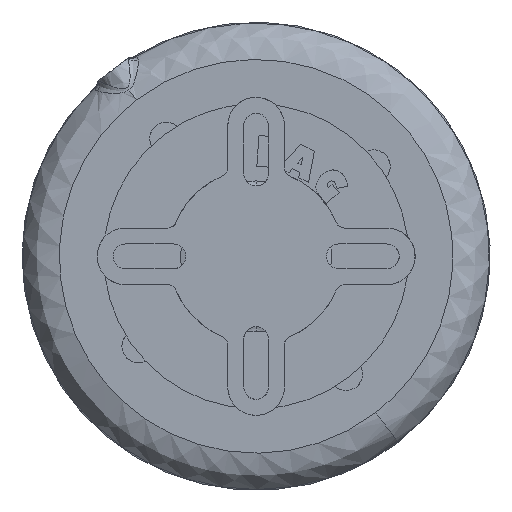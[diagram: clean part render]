
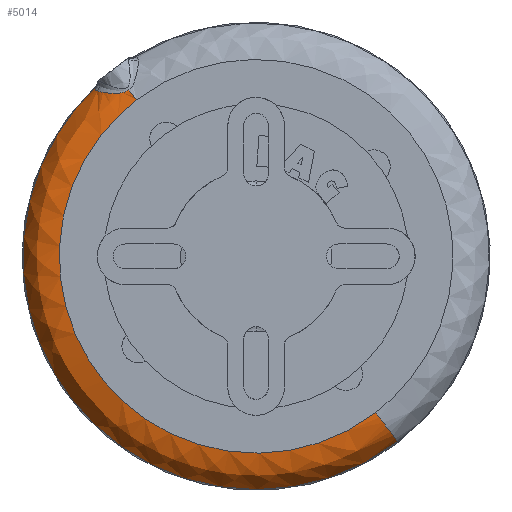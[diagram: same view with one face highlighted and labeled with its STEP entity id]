
A CAD part, front view. The second image highlights one B-rep face of the part: STEP entity #5014.
In plain terms, the highlighted free-form (B-spline) face has degree [2, 2] with [5, 3] control points.
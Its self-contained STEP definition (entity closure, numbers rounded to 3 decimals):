
#4560 = VERTEX_POINT('',#4561);
#4561 = CARTESIAN_POINT('',(-37.443,109.9,
    25.035));
#4567 = EDGE_CURVE('',#4568,#4560,#4570,.T.);
#4568 = VERTEX_POINT('',#4569);
#4569 = CARTESIAN_POINT('',(-37.778,110.946,
    25.433));
#4570 = B_SPLINE_CURVE_WITH_KNOTS('',3,(#4571,#4572,#4573,#4574),
  .UNSPECIFIED.,.F.,.F.,(4,4),(0.002,0.751),
  .PIECEWISE_BEZIER_KNOTS.);
#4571 = CARTESIAN_POINT('',(-37.778,110.946,
    25.433));
#4572 = CARTESIAN_POINT('',(-37.766,110.592,
    25.259));
#4573 = CARTESIAN_POINT('',(-37.659,110.231,
    25.117));
#4574 = CARTESIAN_POINT('',(-37.443,109.9,
    25.035));
#4944 = VERTEX_POINT('',#4945);
#4945 = CARTESIAN_POINT('',(-37.78,111.163,
    25.537));
#4994 = EDGE_CURVE('',#4944,#4568,#4995,.T.);
#4995 = B_SPLINE_CURVE_WITH_KNOTS('',3,(#4996,#4997,#4998,#4999),
  .UNSPECIFIED.,.F.,.F.,(4,4),(0.003,0.191),
  .PIECEWISE_BEZIER_KNOTS.);
#4996 = CARTESIAN_POINT('',(-37.78,111.163,
    25.537));
#4997 = CARTESIAN_POINT('',(-37.781,111.091,
    25.503));
#4998 = CARTESIAN_POINT('',(-37.78,111.018,
    25.468));
#4999 = CARTESIAN_POINT('',(-37.778,110.946,
    25.433));
#5014 = ADVANCED_FACE('',(#5015),#5073,.T.);
#5015 = FACE_BOUND('',#5016,.T.);
#5016 = EDGE_LOOP('',(#5017,#5027,#5037,#5045,#5063,#5064,#5065));
#5017 = ORIENTED_EDGE('',*,*,#5018,.F.);
#5018 = EDGE_CURVE('',#5019,#5021,#5023,.T.);
#5019 = VERTEX_POINT('',#5020);
#5020 = CARTESIAN_POINT('',(4.702,107.186,
    -23.672));
#5021 = VERTEX_POINT('',#5022);
#5022 = CARTESIAN_POINT('',(8.047,111.163,
    -28.047));
#5023 = ( BOUNDED_CURVE() B_SPLINE_CURVE(2,(#5024,#5025,#5026),
.UNSPECIFIED.,.F.,.F.) B_SPLINE_CURVE_WITH_KNOTS((3,3),(1.571,
2.822),.PIECEWISE_BEZIER_KNOTS.) CURVE() 
GEOMETRIC_REPRESENTATION_ITEM() RATIONAL_B_SPLINE_CURVE((1.,
0.811,1.)) REPRESENTATION_ITEM('') );
#5024 = CARTESIAN_POINT('',(4.702,107.186,
    -23.672));
#5025 = CARTESIAN_POINT('',(7.246,107.186,
    -27.001));
#5026 = CARTESIAN_POINT('',(8.047,111.163,
    -28.047));
#5027 = ORIENTED_EDGE('',*,*,#5028,.T.);
#5028 = EDGE_CURVE('',#5019,#5029,#5031,.T.);
#5029 = VERTEX_POINT('',#5030);
#5030 = CARTESIAN_POINT('',(-31.5,107.186,
    23.672));
#5031 = ( BOUNDED_CURVE() B_SPLINE_CURVE(2,(#5032,#5033,#5034,#5035,
#5036),.UNSPECIFIED.,.F.,.F.) B_SPLINE_CURVE_WITH_KNOTS((3,2,3),(
    3.142,4.712,6.283),
.PIECEWISE_BEZIER_KNOTS.) CURVE() GEOMETRIC_REPRESENTATION_ITEM() 
RATIONAL_B_SPLINE_CURVE((1.,0.707,1.,0.707,1.)) 
REPRESENTATION_ITEM('') );
#5032 = CARTESIAN_POINT('',(4.702,107.186,
    -23.672));
#5033 = CARTESIAN_POINT('',(-18.971,107.186,
    -41.773));
#5034 = CARTESIAN_POINT('',(-37.071,107.186,
    -18.101));
#5035 = CARTESIAN_POINT('',(-55.172,107.186,
    5.572));
#5036 = CARTESIAN_POINT('',(-31.5,107.186,
    23.672));
#5037 = ORIENTED_EDGE('',*,*,#5038,.T.);
#5038 = EDGE_CURVE('',#5029,#5039,#5041,.T.);
#5039 = VERTEX_POINT('',#5040);
#5040 = CARTESIAN_POINT('',(-32.658,107.508,
    25.187));
#5041 = ( BOUNDED_CURVE() B_SPLINE_CURVE(2,(#5042,#5043,#5044),
.UNSPECIFIED.,.F.,.F.) B_SPLINE_CURVE_WITH_KNOTS((3,3),(1.571,
1.906),.PIECEWISE_BEZIER_KNOTS.) CURVE() 
GEOMETRIC_REPRESENTATION_ITEM() RATIONAL_B_SPLINE_CURVE((1.,
0.986,1.)) REPRESENTATION_ITEM('') );
#5042 = CARTESIAN_POINT('',(-31.5,107.186,
    23.672));
#5043 = CARTESIAN_POINT('',(-32.095,107.186,
    24.451));
#5044 = CARTESIAN_POINT('',(-32.658,107.508,
    25.187));
#5045 = ORIENTED_EDGE('',*,*,#5046,.T.);
#5046 = EDGE_CURVE('',#5039,#4560,#5047,.T.);
#5047 = B_SPLINE_CURVE_WITH_KNOTS('',5,(#5048,#5049,#5050,#5051,#5052,
    #5053,#5054,#5055,#5056,#5057,#5058,#5059,#5060,#5061,#5062),
  .UNSPECIFIED.,.F.,.F.,(6,3,3,3,6),(0.,0.78,2.469,
    4.561,5.974),.UNSPECIFIED.);
#5048 = CARTESIAN_POINT('',(-32.658,107.508,
    25.187));
#5049 = CARTESIAN_POINT('',(-32.776,107.508,
    25.096));
#5050 = CARTESIAN_POINT('',(-32.905,107.514,
    25.018));
#5051 = CARTESIAN_POINT('',(-33.042,107.525,
    24.952));
#5052 = CARTESIAN_POINT('',(-33.483,107.576,
    24.78));
#5053 = CARTESIAN_POINT('',(-33.944,107.671,
    24.709));
#5054 = CARTESIAN_POINT('',(-34.259,107.754,
    24.685));
#5055 = CARTESIAN_POINT('',(-34.946,107.974,
    24.662));
#5056 = CARTESIAN_POINT('',(-35.594,108.275,
    24.698));
#5057 = CARTESIAN_POINT('',(-35.936,108.465,
    24.728));
#5058 = CARTESIAN_POINT('',(-36.485,108.835,
    24.795));
#5059 = CARTESIAN_POINT('',(-36.961,109.281,
    24.889));
#5060 = CARTESIAN_POINT('',(-37.139,109.475,
    24.933));
#5061 = CARTESIAN_POINT('',(-37.301,109.682,
    24.981));
#5062 = CARTESIAN_POINT('',(-37.443,109.9,
    25.035));
#5063 = ORIENTED_EDGE('',*,*,#4567,.F.);
#5064 = ORIENTED_EDGE('',*,*,#4994,.F.);
#5065 = ORIENTED_EDGE('',*,*,#5066,.F.);
#5066 = EDGE_CURVE('',#5021,#4944,#5067,.T.);
#5067 = ( BOUNDED_CURVE() B_SPLINE_CURVE(2,(#5068,#5069,#5070,#5071,
#5072),.UNSPECIFIED.,.F.,.F.) B_SPLINE_CURVE_WITH_KNOTS((3,2,3),(
    3.142,4.658,6.174),
.PIECEWISE_BEZIER_KNOTS.) CURVE() GEOMETRIC_REPRESENTATION_ITEM() 
RATIONAL_B_SPLINE_CURVE((1.,0.726,1.,0.726,1.)) 
REPRESENTATION_ITEM('') );
#5068 = CARTESIAN_POINT('',(8.047,111.163,
    -28.047));
#5069 = CARTESIAN_POINT('',(-18.506,111.163,
    -48.35));
#5070 = CARTESIAN_POINT('',(-40.231,111.163,
    -22.948));
#5071 = CARTESIAN_POINT('',(-61.956,111.163,
    2.455));
#5072 = CARTESIAN_POINT('',(-37.78,111.163,
    25.537));
#5073 = ( BOUNDED_SURFACE() B_SPLINE_SURFACE(2,2,(
    (#5074,#5075,#5076)
    ,(#5077,#5078,#5079)
    ,(#5080,#5081,#5082)
    ,(#5083,#5084,#5085)
    ,(#5086,#5087,#5088
)),.UNSPECIFIED.,.F.,.F.,.F.) B_SPLINE_SURFACE_WITH_KNOTS((3,2,3),(3,3),
  (0.,1.571,3.142),(4.712,5.963),
.PIECEWISE_BEZIER_KNOTS.) GEOMETRIC_REPRESENTATION_ITEM() 
RATIONAL_B_SPLINE_SURFACE((
    (1.,0.811,1.)
    ,(0.707,0.573,0.707)
    ,(1.,0.811,1.)
    ,(0.707,0.573,0.707)
,(1.,0.811,1.))) REPRESENTATION_ITEM('') SURFACE() );
#5074 = CARTESIAN_POINT('',(4.702,107.186,
    -23.672));
#5075 = CARTESIAN_POINT('',(7.246,107.186,
    -27.001));
#5076 = CARTESIAN_POINT('',(8.047,111.163,
    -28.047));
#5077 = CARTESIAN_POINT('',(-18.971,107.186,
    -41.773));
#5078 = CARTESIAN_POINT('',(-19.754,107.186,
    -47.646));
#5079 = CARTESIAN_POINT('',(-20.,111.163,
    -49.493));
#5080 = CARTESIAN_POINT('',(-37.071,107.186,
    -18.101));
#5081 = CARTESIAN_POINT('',(-40.4,107.186,-20.645
    ));
#5082 = CARTESIAN_POINT('',(-41.446,111.163,
    -21.446));
#5083 = CARTESIAN_POINT('',(-55.172,107.186,
    5.572));
#5084 = CARTESIAN_POINT('',(-61.045,107.186,
    6.355));
#5085 = CARTESIAN_POINT('',(-62.892,111.163,
    6.601));
#5086 = CARTESIAN_POINT('',(-31.5,107.186,
    23.672));
#5087 = CARTESIAN_POINT('',(-34.044,107.186,
    27.001));
#5088 = CARTESIAN_POINT('',(-34.845,111.163,
    28.047));
